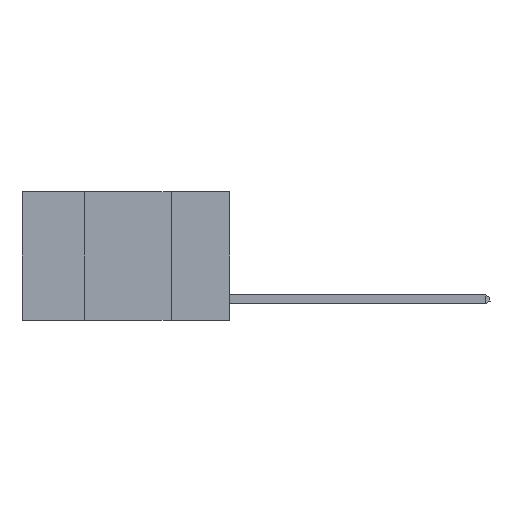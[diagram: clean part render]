
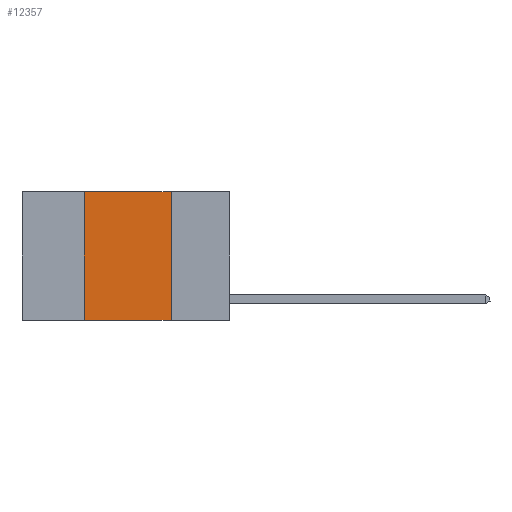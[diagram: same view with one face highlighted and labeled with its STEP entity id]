
A CAD part, left-side view. The second image highlights one B-rep face of the part: STEP entity #12357.
In plain terms, the highlighted planar face has unit normal (-1, 0, 0).
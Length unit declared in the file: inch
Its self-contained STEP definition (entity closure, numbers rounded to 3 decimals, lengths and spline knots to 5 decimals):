
#501 = VERTEX_POINT ( 'NONE', #8880 ) ;
#810 = EDGE_CURVE ( 'NONE', #501, #5544, #5006, .T. ) ;
#1117 = CARTESIAN_POINT ( 'NONE',  ( 0., 0.6, -0.37 ) ) ;
#1687 = DIRECTION ( 'NONE',  ( 0., -1., 0. ) ) ;
#2533 = EDGE_LOOP ( 'NONE', ( #15179, #15172, #7655, #10428 ) ) ;
#3836 = FACE_OUTER_BOUND ( 'NONE', #2533, .T. ) ;
#4016 = DIRECTION ( 'NONE',  ( 0., 0., 1. ) ) ;
#4152 = EDGE_CURVE ( 'NONE', #16355, #501, #13304, .T. ) ;
#4161 = CARTESIAN_POINT ( 'NONE',  ( 0., 0.42, 0. ) ) ;
#4260 = LINE ( 'NONE', #1117, #13988 ) ;
#4527 = CARTESIAN_POINT ( 'NONE',  ( 0., 0.17, 0. ) ) ;
#5006 = LINE ( 'NONE', #7255, #7181 ) ;
#5544 = VERTEX_POINT ( 'NONE', #12255 ) ;
#6685 = EDGE_CURVE ( 'NONE', #5544, #10663, #12234, .T. ) ;
#7181 = VECTOR ( 'NONE', #1687, 39.37008 ) ;
#7222 = DIRECTION ( 'NONE',  ( 1., 0., 0. ) ) ;
#7255 = CARTESIAN_POINT ( 'NONE',  ( 0., 0.6, 0. ) ) ;
#7655 = ORIENTED_EDGE ( 'NONE', *, *, #4152, .F. ) ;
#8040 = EDGE_CURVE ( 'NONE', #16355, #10663, #4260, .T. ) ;
#8422 = CARTESIAN_POINT ( 'NONE',  ( 0., 0.6, 0. ) ) ;
#8880 = CARTESIAN_POINT ( 'NONE',  ( 0., 0.42, 0. ) ) ;
#9991 = AXIS2_PLACEMENT_3D ( 'NONE', #8422, #7222, #16093 ) ;
#10014 = DIRECTION ( 'NONE',  ( 0., -1., 0. ) ) ;
#10428 = ORIENTED_EDGE ( 'NONE', *, *, #8040, .T. ) ;
#10663 = VERTEX_POINT ( 'NONE', #14030 ) ;
#11827 = VECTOR ( 'NONE', #15962, 39.37008 ) ;
#12234 = LINE ( 'NONE', #4527, #11827 ) ;
#12244 = PLANE ( 'NONE',  #9991 ) ;
#12255 = CARTESIAN_POINT ( 'NONE',  ( 0., 0.17, 0. ) ) ;
#12357 = ADVANCED_FACE ( 'NONE', ( #3836 ), #12244, .F. ) ;
#13304 = LINE ( 'NONE', #4161, #16316 ) ;
#13988 = VECTOR ( 'NONE', #10014, 39.37008 ) ;
#14030 = CARTESIAN_POINT ( 'NONE',  ( 0., 0.17, -0.37 ) ) ;
#15172 = ORIENTED_EDGE ( 'NONE', *, *, #810, .F. ) ;
#15179 = ORIENTED_EDGE ( 'NONE', *, *, #6685, .F. ) ;
#15807 = CARTESIAN_POINT ( 'NONE',  ( 0., 0.42, -0.37 ) ) ;
#15962 = DIRECTION ( 'NONE',  ( 0., 0., -1. ) ) ;
#16093 = DIRECTION ( 'NONE',  ( 0., 0., -1. ) ) ;
#16316 = VECTOR ( 'NONE', #4016, 39.37008 ) ;
#16355 = VERTEX_POINT ( 'NONE', #15807 ) ;
